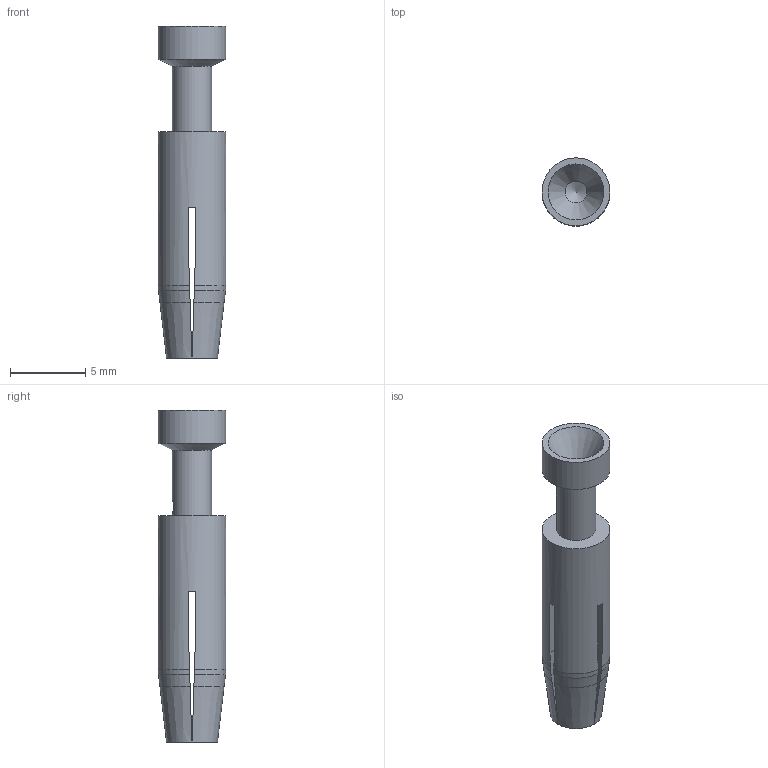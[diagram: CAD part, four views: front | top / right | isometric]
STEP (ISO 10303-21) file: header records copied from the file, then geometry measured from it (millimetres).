
FILE_DESCRIPTION(/* description */ (''),/* implementation_level */ '2;1');
FILE_NAME(/* name */ '3D_CEGF-1.0.stp',/* time_stamp */ '2026-02-19T23:00:19+03:00',/* author */ ('krute'),/* organization */ (''),/* preprocessor_version */ 'ST-DEVELOPER v20.1',/* originating_system */ 'Autodesk Inventor 2026',/* authorisation */ '');
FILE_SCHEMA (('CONFIG_CONTROL_DESIGN'));
Length unit declared in the file: millimetre
Products named in the file (1): 3D_1010191200801_CESF-1.0_V1.0
Bounding box: 4.5 x 4.5 x 22 mm (x, y, z)
Volume: 185.5 mm3; surface area: 486.3 mm2
Topology: 1 solids, 1 shells, 60 faces, 170 edges, 112 vertices
Faces by surface type: plane 26, cone 12, bspline 12, cylinder 6, torus 4
Full cylindrical faces by diameter (mm): 0.9 x1, 1.45 x1, 2.6 x1, 2.9 x1, 4.5 x2
Entity records: 2753 total; most frequent: CARTESIAN_POINT 1219, ORIENTED_EDGE 336, DIRECTION 300, EDGE_CURVE 168, AXIS2_PLACEMENT_3D 125, VERTEX_POINT 112, EDGE_LOOP 64, FACE_OUTER_BOUND 60
